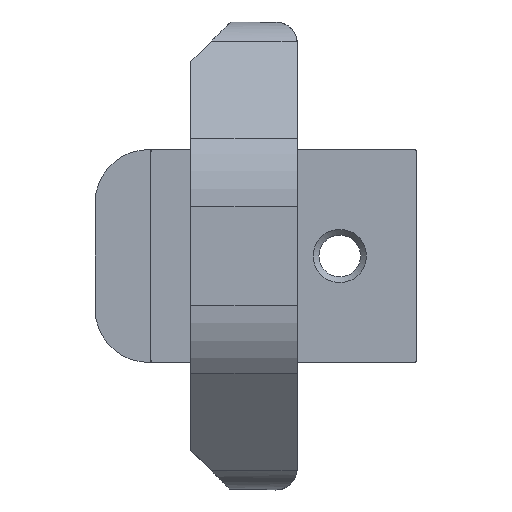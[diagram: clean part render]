
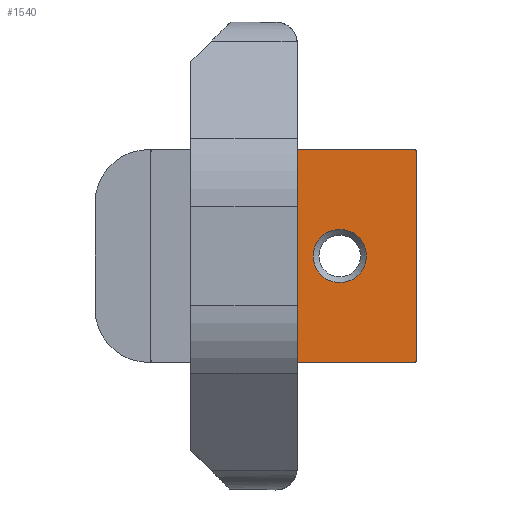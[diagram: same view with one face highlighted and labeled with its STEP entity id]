
A CAD part, front view. The second image highlights one B-rep face of the part: STEP entity #1540.
In plain terms, the highlighted planar face has unit normal (0, -1, 0).
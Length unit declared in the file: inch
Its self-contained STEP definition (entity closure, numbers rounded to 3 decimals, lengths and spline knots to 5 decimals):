
#12 = AXIS2_PLACEMENT_3D ( 'NONE', #1693, #322, #342 ) ;
#18 = DIRECTION ( 'NONE',  ( 0., 0., -1. ) ) ;
#19 = DIRECTION ( 'NONE',  ( 0., 1., 0. ) ) ;
#75 = VECTOR ( 'NONE', #1695, 39.37008 ) ;
#87 = AXIS2_PLACEMENT_3D ( 'NONE', #831, #19, #1364 ) ;
#89 = DIRECTION ( 'NONE',  ( 0., -1., 0. ) ) ;
#115 = VERTEX_POINT ( 'NONE', #309 ) ;
#142 = CARTESIAN_POINT ( 'NONE',  ( 0.21654, 0.49213, -0.15748 ) ) ;
#154 = CARTESIAN_POINT ( 'NONE',  ( 0.3937, 0.49213, 0.15354 ) ) ;
#198 = ORIENTED_EDGE ( 'NONE', *, *, #1473, .T. ) ;
#205 = CARTESIAN_POINT ( 'NONE',  ( 0.21654, 0.49213, 0.15748 ) ) ;
#230 = CARTESIAN_POINT ( 'NONE',  ( 0.07874, 0.49213, -0.15748 ) ) ;
#255 = ORIENTED_EDGE ( 'NONE', *, *, #1240, .F. ) ;
#278 = VERTEX_POINT ( 'NONE', #205 ) ;
#283 = DIRECTION ( 'NONE',  ( -1., 0., 0. ) ) ;
#309 = CARTESIAN_POINT ( 'NONE',  ( 0.3937, 0.49213, 0.15354 ) ) ;
#315 = CIRCLE ( 'NONE', #1203, 0.03937 ) ;
#322 = DIRECTION ( 'NONE',  ( 0., 1., 0. ) ) ;
#342 = DIRECTION ( 'NONE',  ( 0., 0., -1. ) ) ;
#344 = VERTEX_POINT ( 'NONE', #1672 ) ;
#358 = VERTEX_POINT ( 'NONE', #1302 ) ;
#374 = VERTEX_POINT ( 'NONE', #1284 ) ;
#416 = LINE ( 'NONE', #154, #1536 ) ;
#420 = CARTESIAN_POINT ( 'NONE',  ( 0.38976, 0.49213, 0.15354 ) ) ;
#440 = VECTOR ( 'NONE', #283, 39.37008 ) ;
#484 = LINE ( 'NONE', #1282, #1566 ) ;
#573 = DIRECTION ( 'NONE',  ( 0., 0., 1. ) ) ;
#612 = DIRECTION ( 'NONE',  ( 0., 0., -1. ) ) ;
#661 = ORIENTED_EDGE ( 'NONE', *, *, #1387, .F. ) ;
#676 = DIRECTION ( 'NONE',  ( 0., 0., -1. ) ) ;
#699 = EDGE_CURVE ( 'NONE', #1526, #344, #1419, .T. ) ;
#700 = AXIS2_PLACEMENT_3D ( 'NONE', #420, #969, #18 ) ;
#802 = FACE_BOUND ( 'NONE', #1554, .T. ) ;
#823 = ORIENTED_EDGE ( 'NONE', *, *, #1078, .F. ) ;
#831 = CARTESIAN_POINT ( 'NONE',  ( 0.00394, 0.49213, 0.15354 ) ) ;
#943 = FACE_OUTER_BOUND ( 'NONE', #1439, .T. ) ;
#949 = EDGE_CURVE ( 'NONE', #115, #984, #416, .T. ) ;
#962 = EDGE_CURVE ( 'NONE', #984, #344, #1343, .T. ) ;
#969 = DIRECTION ( 'NONE',  ( 0., 1., 0. ) ) ;
#970 = LINE ( 'NONE', #1505, #440 ) ;
#984 = VERTEX_POINT ( 'NONE', #1542 ) ;
#1078 = EDGE_CURVE ( 'NONE', #358, #358, #315, .T. ) ;
#1137 = ORIENTED_EDGE ( 'NONE', *, *, #699, .T. ) ;
#1203 = AXIS2_PLACEMENT_3D ( 'NONE', #1532, #89, #612 ) ;
#1230 = ORIENTED_EDGE ( 'NONE', *, *, #962, .F. ) ;
#1240 = EDGE_CURVE ( 'NONE', #374, #115, #1481, .T. ) ;
#1282 = CARTESIAN_POINT ( 'NONE',  ( 0.21654, 0.49213, 0.26772 ) ) ;
#1284 = CARTESIAN_POINT ( 'NONE',  ( 0.38976, 0.49213, 0.15748 ) ) ;
#1302 = CARTESIAN_POINT ( 'NONE',  ( 0.27953, 0.49213, -0.03937 ) ) ;
#1343 = CIRCLE ( 'NONE', #12, 0.00394 ) ;
#1364 = DIRECTION ( 'NONE',  ( 0., 0., 1. ) ) ;
#1387 = EDGE_CURVE ( 'NONE', #1526, #278, #484, .T. ) ;
#1419 = LINE ( 'NONE', #230, #75 ) ;
#1439 = EDGE_LOOP ( 'NONE', ( #1137, #1230, #1654, #255, #198, #661 ) ) ;
#1470 = PLANE ( 'NONE',  #87 ) ;
#1473 = EDGE_CURVE ( 'NONE', #374, #278, #970, .T. ) ;
#1481 = CIRCLE ( 'NONE', #700, 0.00394 ) ;
#1505 = CARTESIAN_POINT ( 'NONE',  ( 0., 0.49213, 0.15748 ) ) ;
#1526 = VERTEX_POINT ( 'NONE', #142 ) ;
#1532 = CARTESIAN_POINT ( 'NONE',  ( 0.27953, 0.49213, 0. ) ) ;
#1536 = VECTOR ( 'NONE', #676, 39.37008 ) ;
#1540 = ADVANCED_FACE ( 'NONE', ( #943, #802 ), #1470, .F. ) ;
#1542 = CARTESIAN_POINT ( 'NONE',  ( 0.3937, 0.49213, -0.15354 ) ) ;
#1554 = EDGE_LOOP ( 'NONE', ( #823 ) ) ;
#1566 = VECTOR ( 'NONE', #573, 39.37008 ) ;
#1654 = ORIENTED_EDGE ( 'NONE', *, *, #949, .F. ) ;
#1672 = CARTESIAN_POINT ( 'NONE',  ( 0.38976, 0.49213, -0.15748 ) ) ;
#1693 = CARTESIAN_POINT ( 'NONE',  ( 0.38976, 0.49213, -0.15354 ) ) ;
#1695 = DIRECTION ( 'NONE',  ( 1., 0., 0. ) ) ;
